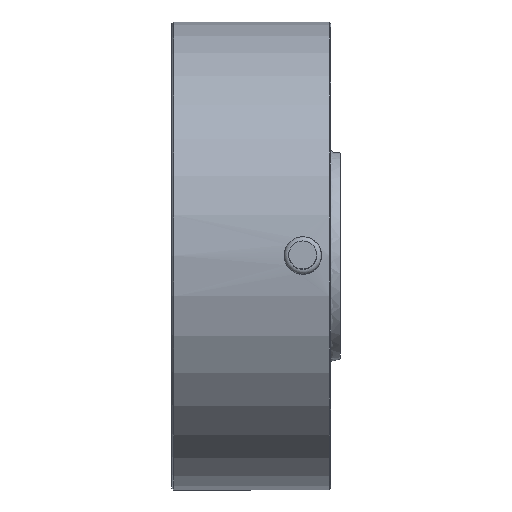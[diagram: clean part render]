
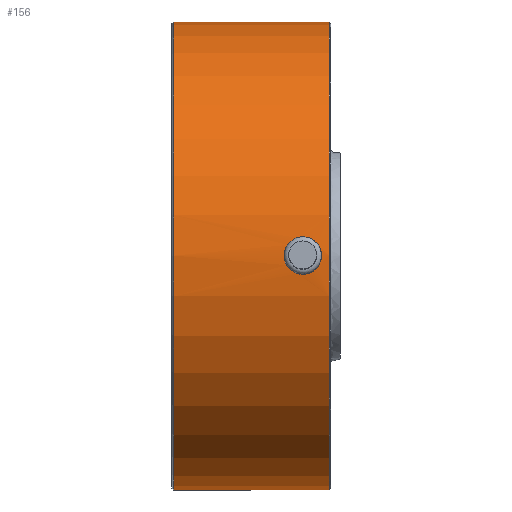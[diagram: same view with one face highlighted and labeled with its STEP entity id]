
A CAD part, top view. The second image highlights one B-rep face of the part: STEP entity #156.
In plain terms, the highlighted cylindrical face has radius 25 mm (diameter 50 mm), a full revolution.
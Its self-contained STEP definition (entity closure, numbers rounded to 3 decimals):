
#84=CARTESIAN_POINT('',(-0.8,25.,0.));
#85=VERTEX_POINT('',#84);
#86=CARTESIAN_POINT('',(-0.8,0.,0.0));
#87=DIRECTION('',(-1.0,0.0,0.0));
#88=DIRECTION('',(0.0,-1.0,0.0));
#89=AXIS2_PLACEMENT_3D('',#86,#87,#88);
#90=CIRCLE('',#89,25.);
#91=EDGE_CURVE('',#85,#85,#90,.T.);
#96=CARTESIAN_POINT('',(7.5,0.,0.0));
#97=DIRECTION('',(1.0,0.,0.0));
#98=DIRECTION('',(0.0,1.0,0.0));
#99=AXIS2_PLACEMENT_3D('',#96,#97,#98);
#100=CYLINDRICAL_SURFACE('',#99,25.);
#101=CARTESIAN_POINT('',(15.8,-25.0,0.));
#102=VERTEX_POINT('',#101);
#103=CARTESIAN_POINT('',(15.8,0.,0.0));
#104=DIRECTION('',(1.0,0.0,0.0));
#105=DIRECTION('',(0.0,1.0,0.0));
#106=AXIS2_PLACEMENT_3D('',#103,#104,#105);
#107=CIRCLE('',#106,25.);
#108=EDGE_CURVE('',#102,#102,#107,.T.);
#109=ORIENTED_EDGE('',*,*,#108,.F.);
#110=EDGE_LOOP('',(#109));
#111=FACE_OUTER_BOUND('',#110,.T.);
#112=CARTESIAN_POINT('',(13.,-2.,24.92));
#113=VERTEX_POINT('',#112);
#114=CARTESIAN_POINT('',(13.,-2.,24.92));
#115=CARTESIAN_POINT('',(13.251,-2.,24.92));
#116=CARTESIAN_POINT('',(13.519,-1.95,24.924));
#117=CARTESIAN_POINT('',(14.012,-1.746,24.939));
#118=CARTESIAN_POINT('',(14.237,-1.592,24.95));
#119=CARTESIAN_POINT('',(14.592,-1.237,24.97));
#120=CARTESIAN_POINT('',(14.746,-1.012,24.981));
#121=CARTESIAN_POINT('',(14.95,-0.519,24.996));
#122=CARTESIAN_POINT('',(15.,-0.251,25.));
#123=CARTESIAN_POINT('',(15.,0.251,25.));
#124=CARTESIAN_POINT('',(14.95,0.519,24.996));
#125=CARTESIAN_POINT('',(14.746,1.012,24.981));
#126=CARTESIAN_POINT('',(14.592,1.237,24.97));
#127=CARTESIAN_POINT('',(14.237,1.592,24.95));
#128=CARTESIAN_POINT('',(14.012,1.746,24.939));
#129=CARTESIAN_POINT('',(13.519,1.95,24.924));
#130=CARTESIAN_POINT('',(13.251,2.,24.92));
#131=CARTESIAN_POINT('',(12.749,2.,24.92));
#132=CARTESIAN_POINT('',(12.481,1.95,24.924));
#133=CARTESIAN_POINT('',(11.988,1.746,24.939));
#134=CARTESIAN_POINT('',(11.763,1.592,24.95));
#135=CARTESIAN_POINT('',(11.408,1.237,24.97));
#136=CARTESIAN_POINT('',(11.254,1.012,24.981));
#137=CARTESIAN_POINT('',(11.05,0.519,24.996));
#138=CARTESIAN_POINT('',(11.,0.251,25.));
#139=CARTESIAN_POINT('',(11.,-0.251,25.));
#140=CARTESIAN_POINT('',(11.05,-0.519,24.996));
#141=CARTESIAN_POINT('',(11.254,-1.012,24.981));
#142=CARTESIAN_POINT('',(11.408,-1.237,24.97));
#143=CARTESIAN_POINT('',(11.763,-1.592,24.95));
#144=CARTESIAN_POINT('',(11.988,-1.746,24.939));
#145=CARTESIAN_POINT('',(12.481,-1.95,24.924));
#146=CARTESIAN_POINT('',(12.749,-2.,24.92));
#147=CARTESIAN_POINT('',(13.,-2.,24.92));
#148=B_SPLINE_CURVE_WITH_KNOTS('',3,(#114,#115,#116,#117,#118,#119,#120,#121,#122,#123,#124,#125,#126,#127,#128,#129,#130,#131,#132,#133,#134,#135,#136,#137,#138,#139,#140,#141,#142,#143,#144,#145,#146,#147),.UNSPECIFIED.,.T.,.U.,(4,2,2,2,2,2,2,2,2,2,2,2,2,2,2,2,4),(0.0,0.075,0.151,0.226,0.301,0.377,0.452,0.528,0.603,0.678,0.754,0.829,0.904,0.98,1.055,1.131,1.206),.UNSPECIFIED.);
#149=EDGE_CURVE('',#113,#113,#148,.T.);
#150=ORIENTED_EDGE('',*,*,#149,.F.);
#151=EDGE_LOOP('',(#150));
#152=FACE_BOUND('',#151,.T.);
#153=ORIENTED_EDGE('',*,*,#91,.F.);
#154=EDGE_LOOP('',(#153));
#155=FACE_BOUND('',#154,.T.);
#156=ADVANCED_FACE('',(#111,#152,#155),#100,.T.);
